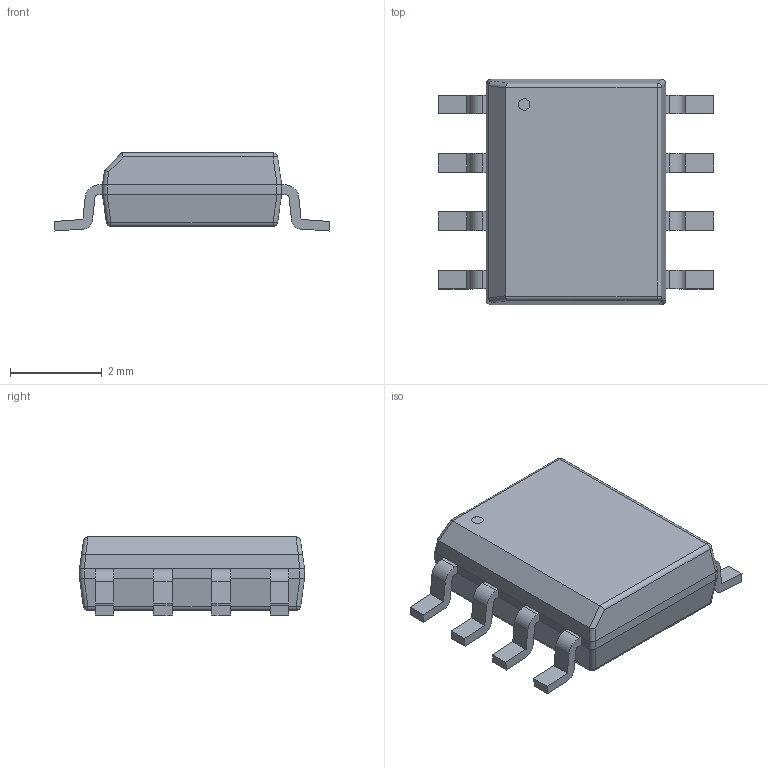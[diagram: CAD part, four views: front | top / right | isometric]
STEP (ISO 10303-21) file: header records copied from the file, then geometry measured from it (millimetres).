
FILE_DESCRIPTION (( 'STEP AP214' ), '1' );
FILE_NAME ('TP4056_1.STEP', '2022-06-30T16:46:52', ( '' ), ( '' ), 'SwSTEP 2.0', 'SolidWorks 2021', '' );
FILE_SCHEMA (( 'AUTOMOTIVE_DESIGN' ));
Length unit declared in the file: millimetre
Products named in the file (2): TP4056_1; TP4056.step
Assembly tree (1 placements, depth 2):
  TP4056_1
    TP4056.step
Bounding box: 6 x 4.9 x 1.7 mm (x, y, z)
Volume: 30.2 mm3; surface area: 97.9 mm2
Topology: 11 solids, 11 shells, 172 faces, 432 edges, 278 vertices
Faces by surface type: plane 109, cylinder 57, sphere 6
Entity records: 5212 total; most frequent: CARTESIAN_POINT 976, ORIENTED_EDGE 852, DIRECTION 836, EDGE_CURVE 426, VECTOR 304, LINE 304, VERTEX_POINT 278, AXIS2_PLACEMENT_3D 266
